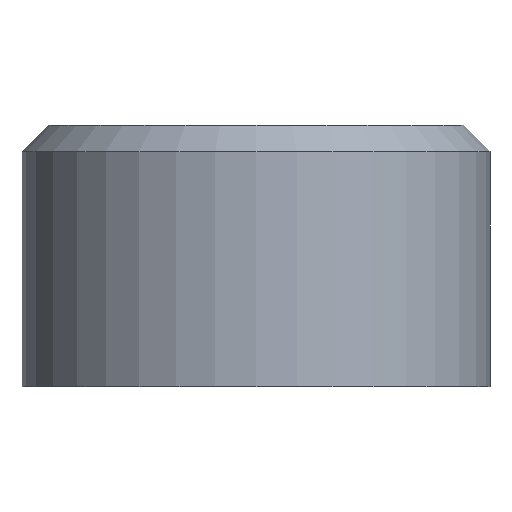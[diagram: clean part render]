
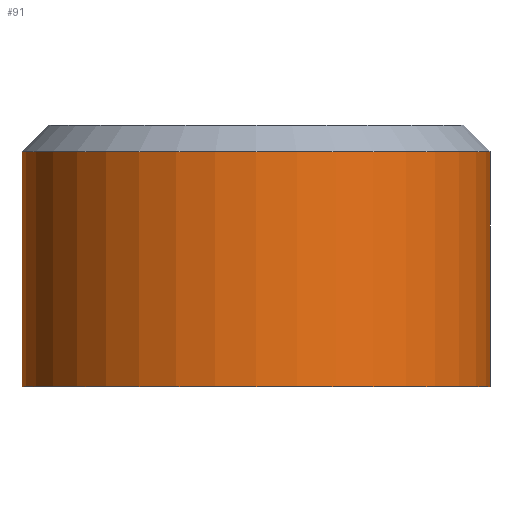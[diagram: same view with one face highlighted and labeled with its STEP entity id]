
A CAD part, front view. The second image highlights one B-rep face of the part: STEP entity #91.
In plain terms, the highlighted cylindrical face has radius 10.75 mm (diameter 21.5 mm), a partial arc.
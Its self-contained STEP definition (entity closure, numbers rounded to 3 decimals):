
#17 = ORIENTED_EDGE ( 'NONE', *, *, #97, .T. ) ;
#25 = ORIENTED_EDGE ( 'NONE', *, *, #39, .F. ) ;
#39 = EDGE_CURVE ( 'NONE', #66, #58, #241, .T. ) ;
#55 = VERTEX_POINT ( 'NONE', #202 ) ;
#58 = VERTEX_POINT ( 'NONE', #190 ) ;
#65 = VERTEX_POINT ( 'NONE', #134 ) ;
#66 = VERTEX_POINT ( 'NONE', #133 ) ;
#84 = EDGE_CURVE ( 'NONE', #65, #55, #165, .T. ) ;
#90 = EDGE_LOOP ( 'NONE', ( #25, #17, #120, #96 ) ) ;
#91 = ADVANCED_FACE ( 'NONE', ( #281 ), #304, .T. ) ;
#96 = ORIENTED_EDGE ( 'NONE', *, *, #122, .F. ) ;
#97 = EDGE_CURVE ( 'NONE', #66, #65, #288, .T. ) ;
#120 = ORIENTED_EDGE ( 'NONE', *, *, #84, .T. ) ;
#122 = EDGE_CURVE ( 'NONE', #58, #55, #337, .T. ) ;
#133 = CARTESIAN_POINT ( 'NONE',  ( -10.75, 0., -12. ) ) ;
#134 = CARTESIAN_POINT ( 'NONE',  ( 10.75, 0., -12. ) ) ;
#164 = CARTESIAN_POINT ( 'NONE',  ( 10.75, 0., 0. ) ) ;
#165 = LINE ( 'NONE', #164, #277 ) ;
#190 = CARTESIAN_POINT ( 'NONE',  ( -10.75, 0., -1.21 ) ) ;
#202 = CARTESIAN_POINT ( 'NONE',  ( 10.75, 0., -1.21 ) ) ;
#238 = DIRECTION ( 'NONE',  ( 0., 0., 1. ) ) ;
#239 = VECTOR ( 'NONE', #238, 1000. ) ;
#240 = CARTESIAN_POINT ( 'NONE',  ( -10.75, 0., 0. ) ) ;
#241 = LINE ( 'NONE', #240, #239 ) ;
#276 = DIRECTION ( 'NONE',  ( 0., 0., 1. ) ) ;
#277 = VECTOR ( 'NONE', #276, 1000. ) ;
#281 = FACE_OUTER_BOUND ( 'NONE', #90, .T. ) ;
#285 = DIRECTION ( 'NONE',  ( 1., 0., 0. ) ) ;
#286 = DIRECTION ( 'NONE',  ( 0., 0., 1. ) ) ;
#287 = AXIS2_PLACEMENT_3D ( 'NONE', #294, #286, #285 ) ;
#288 = CIRCLE ( 'NONE', #287, 10.75 ) ;
#294 = CARTESIAN_POINT ( 'NONE',  ( 0., 0., -12. ) ) ;
#301 = DIRECTION ( 'NONE',  ( 1., 0., 0. ) ) ;
#302 = DIRECTION ( 'NONE',  ( 0., 0., 1. ) ) ;
#303 = AXIS2_PLACEMENT_3D ( 'NONE', #306, #302, #301 ) ;
#304 = CYLINDRICAL_SURFACE ( 'NONE', #303, 10.75 ) ;
#306 = CARTESIAN_POINT ( 'NONE',  ( 0., 0., 0. ) ) ;
#325 = DIRECTION ( 'NONE',  ( 1., 0., 0. ) ) ;
#326 = DIRECTION ( 'NONE',  ( 0., 0., 1. ) ) ;
#330 = AXIS2_PLACEMENT_3D ( 'NONE', #340, #326, #325 ) ;
#337 = CIRCLE ( 'NONE', #330, 10.75 ) ;
#340 = CARTESIAN_POINT ( 'NONE',  ( 0., 0., -1.21 ) ) ;
